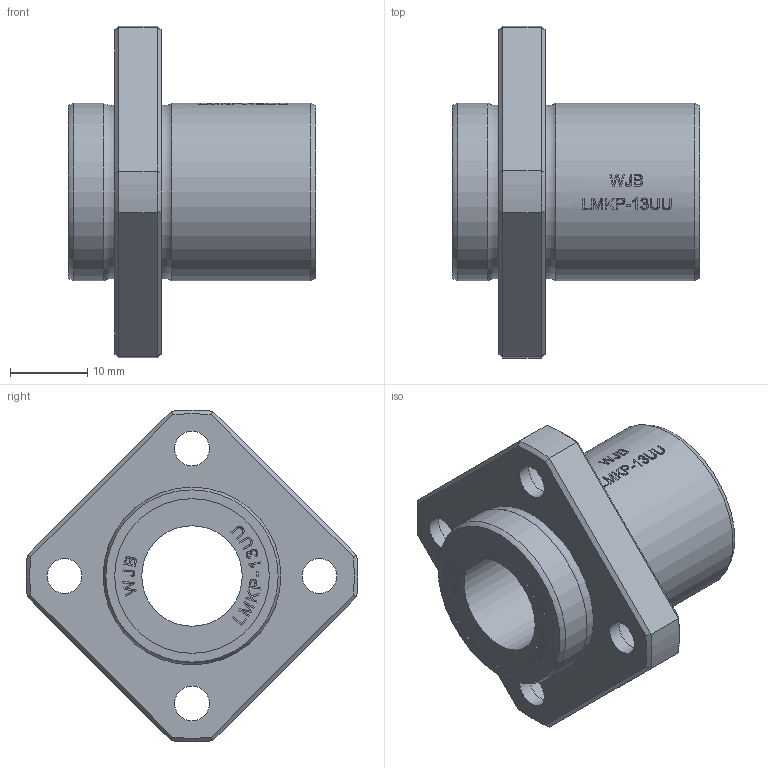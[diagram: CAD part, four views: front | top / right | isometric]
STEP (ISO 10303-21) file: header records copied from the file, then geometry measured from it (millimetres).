
FILE_DESCRIPTION(/* description */ (''),/* implementation_level */ '2;1');
FILE_NAME(/* name */ 'WJB-LMKP-13UU.stp',/* time_stamp */ '2019-01-27T12:27:27+08:00',/* author */ (''),/* organization */ (''),/* preprocessor_version */ 'ST-DEVELOPER v11',/* originating_system */ 'SIEMENS UGS NX 6.0',/* authorisation */ '');
FILE_SCHEMA (('AUTOMOTIVE_DESIGN { 1 0 10303 214 1 1 1 1 }'));
Length unit declared in the file: millimetre
Products named in the file (1): ROCKE321z121
Bounding box: 32 x 42.96 x 42.96 mm (x, y, z)
Volume: 12224.5 mm3; surface area: 6295 mm2
Topology: 1 solids, 1 shells, 387 faces, 976 edges, 644 vertices
Faces by surface type: plane 244, extrusion 99, cylinder 32, cone 8, torus 4
Full cylindrical faces by diameter (mm): 4.5 x4, 8 x4, 13 x1, 20 x2, 23 x2
Entity records: 14617 total; most frequent: CARTESIAN_POINT 5925, ORIENTED_EDGE 1918, DIRECTION 1392, EDGE_CURVE 959, VERTEX_POINT 644, VECTOR 578, LINE 479, EDGE_LOOP 467
